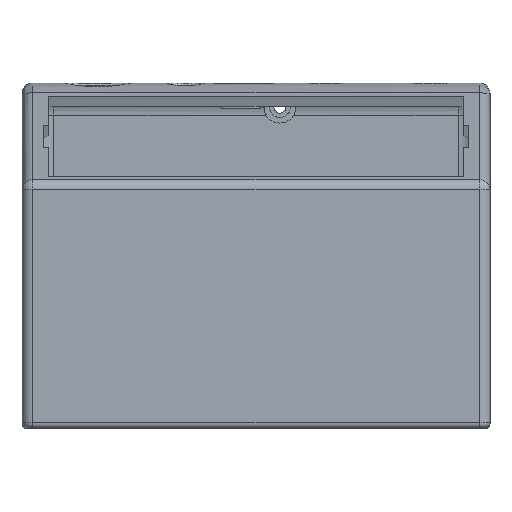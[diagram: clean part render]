
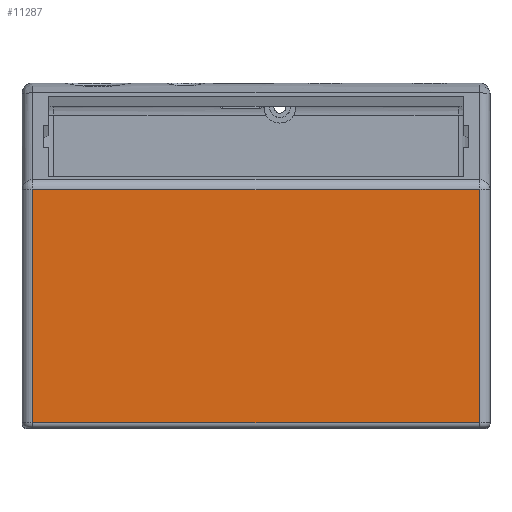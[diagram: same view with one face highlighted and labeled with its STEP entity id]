
A CAD part, top view. The second image highlights one B-rep face of the part: STEP entity #11287.
In plain terms, the highlighted planar face has unit normal (0, 0, 1).
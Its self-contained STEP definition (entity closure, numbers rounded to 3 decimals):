
#7267 = EDGE_CURVE('',#7268,#7270,#7272,.T.);
#7268 = VERTEX_POINT('',#7269);
#7269 = CARTESIAN_POINT('',(2.,44.87,67.));
#7270 = VERTEX_POINT('',#7271);
#7271 = CARTESIAN_POINT('',(86.,44.87,67.));
#7272 = LINE('',#7273,#7274);
#7273 = CARTESIAN_POINT('',(0.,44.87,67.));
#7274 = VECTOR('',#7275,1.);
#7275 = DIRECTION('',(1.,0.,0.));
#9674 = VERTEX_POINT('',#9675);
#9675 = CARTESIAN_POINT('',(2.,1.,67.));
#9726 = VERTEX_POINT('',#9727);
#9727 = CARTESIAN_POINT('',(86.,1.,67.));
#9734 = EDGE_CURVE('',#9726,#9674,#9735,.T.);
#9735 = LINE('',#9736,#9737);
#9736 = CARTESIAN_POINT('',(86.,1.,67.));
#9737 = VECTOR('',#9738,1.);
#9738 = DIRECTION('',(-1.,0.,0.));
#11287 = ADVANCED_FACE('',(#11288),#11304,.T.);
#11288 = FACE_BOUND('',#11289,.T.);
#11289 = EDGE_LOOP('',(#11290,#11296,#11297,#11303));
#11290 = ORIENTED_EDGE('',*,*,#11291,.F.);
#11291 = EDGE_CURVE('',#9674,#7268,#11292,.T.);
#11292 = LINE('',#11293,#11294);
#11293 = CARTESIAN_POINT('',(2.,0.,67.));
#11294 = VECTOR('',#11295,1.);
#11295 = DIRECTION('',(0.,1.,0.));
#11296 = ORIENTED_EDGE('',*,*,#9734,.F.);
#11297 = ORIENTED_EDGE('',*,*,#11298,.T.);
#11298 = EDGE_CURVE('',#9726,#7270,#11299,.T.);
#11299 = LINE('',#11300,#11301);
#11300 = CARTESIAN_POINT('',(86.,0.,67.));
#11301 = VECTOR('',#11302,1.);
#11302 = DIRECTION('',(0.,1.,0.));
#11303 = ORIENTED_EDGE('',*,*,#7267,.F.);
#11304 = PLANE('',#11305);
#11305 = AXIS2_PLACEMENT_3D('',#11306,#11307,#11308);
#11306 = CARTESIAN_POINT('',(0.,0.,67.));
#11307 = DIRECTION('',(0.,0.,1.));
#11308 = DIRECTION('',(0.,1.,0.));
